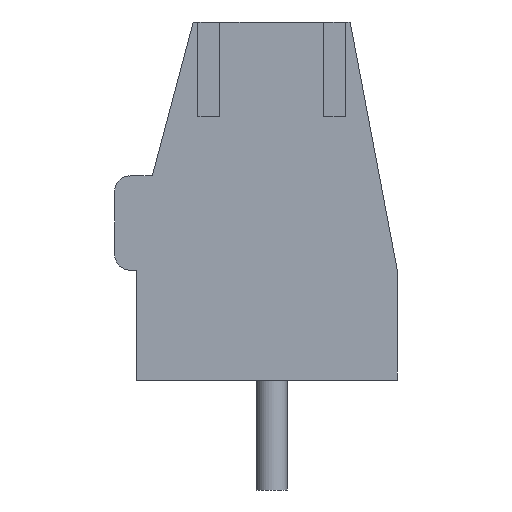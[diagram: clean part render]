
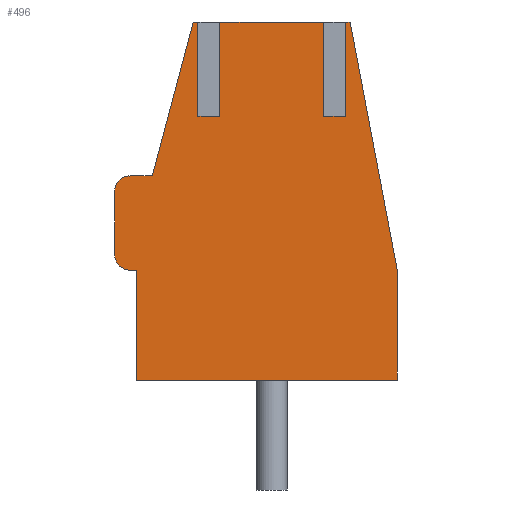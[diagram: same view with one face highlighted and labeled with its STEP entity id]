
A CAD part, front view. The second image highlights one B-rep face of the part: STEP entity #496.
In plain terms, the highlighted planar face has unit normal (0, -1, 0).
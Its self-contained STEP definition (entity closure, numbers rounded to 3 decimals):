
#13=DIRECTION('',(0.,0.,1.));
#14=DIRECTION('',(1.,0.,0.));
#76=VERTEX_POINT('',#77);
#77=CARTESIAN_POINT('',(4.,-30.,0.));
#80=DIRECTION('',(0.,-1.,0.));
#81=ORIENTED_EDGE('',*,*,#82,.T.);
#82=EDGE_CURVE('',#76,#83,#85,.T.);
#83=VERTEX_POINT('',#84);
#84=CARTESIAN_POINT('',(4.,-30.,3.5));
#85=LINE('',#77,#86);
#86=VECTOR('',#13,1.);
#97=DIRECTION('',(-1.,0.,0.));
#106=VECTOR('',#14,1.);
#118=VECTOR('',#97,1.);
#411=VERTEX_POINT('',#412);
#412=CARTESIAN_POINT('',(-4.3,-30.,0.));
#413=ORIENTED_EDGE('',*,*,#414,.T.);
#414=EDGE_CURVE('',#411,#76,#415,.T.);
#415=LINE('',#412,#106);
#423=ORIENTED_EDGE('',*,*,#424,.T.);
#424=EDGE_CURVE('',#83,#425,#427,.T.);
#425=VERTEX_POINT('',#426);
#426=CARTESIAN_POINT('',(2.5,-30.,11.4));
#427=LINE('',#84,#428);
#428=VECTOR('',#429,1.);
#429=DIRECTION('',(-0.187,0.,0.982));
#456=VECTOR('',#457,1.);
#457=DIRECTION('',(-0.256,0.,-0.967));
#475=VECTOR('',#476,1.);
#476=DIRECTION('',(0.,0.,-1.));
#496=ADVANCED_FACE('',(#497),#585,.T.);
#497=FACE_BOUND('',#498,.T.);
#498=EDGE_LOOP('',(#499,#413,#81,#423,#504,#509,#515,#521,#527,#531,#537,#543,#549,#553,#558,#563,#570,#575,#582));
#499=ORIENTED_EDGE('',*,*,#500,.T.);
#500=EDGE_CURVE('',#501,#411,#503,.T.);
#501=VERTEX_POINT('',#502);
#502=CARTESIAN_POINT('',(-4.3,-30.,3.5));
#503=LINE('',#502,#475);
#504=ORIENTED_EDGE('',*,*,#505,.T.);
#505=EDGE_CURVE('',#425,#506,#508,.T.);
#506=VERTEX_POINT('',#507);
#507=CARTESIAN_POINT('',(2.35,-30.,11.4));
#508=LINE('',#426,#118);
#509=ORIENTED_EDGE('',*,*,#510,.F.);
#510=EDGE_CURVE('',#511,#506,#513,.T.);
#511=VERTEX_POINT('',#512);
#512=CARTESIAN_POINT('',(2.35,-30.,8.4));
#513=LINE('',#514,#86);
#514=CARTESIAN_POINT('',(2.35,-30.,6.809));
#515=ORIENTED_EDGE('',*,*,#516,.T.);
#516=EDGE_CURVE('',#511,#517,#519,.T.);
#517=VERTEX_POINT('',#518);
#518=CARTESIAN_POINT('',(1.65,-30.,8.4));
#519=LINE('',#520,#118);
#520=CARTESIAN_POINT('',(0.648,-30.,8.4));
#521=ORIENTED_EDGE('',*,*,#522,.T.);
#522=EDGE_CURVE('',#517,#523,#525,.T.);
#523=VERTEX_POINT('',#524);
#524=CARTESIAN_POINT('',(1.65,-30.,11.4));
#525=LINE('',#526,#86);
#526=CARTESIAN_POINT('',(1.65,-30.,6.809));
#527=ORIENTED_EDGE('',*,*,#528,.T.);
#528=EDGE_CURVE('',#523,#529,#508,.T.);
#529=VERTEX_POINT('',#530);
#530=CARTESIAN_POINT('',(-1.65,-30.,11.4));
#531=ORIENTED_EDGE('',*,*,#532,.F.);
#532=EDGE_CURVE('',#533,#529,#535,.T.);
#533=VERTEX_POINT('',#534);
#534=CARTESIAN_POINT('',(-1.65,-30.,8.4));
#535=LINE('',#536,#86);
#536=CARTESIAN_POINT('',(-1.65,-30.,6.809));
#537=ORIENTED_EDGE('',*,*,#538,.T.);
#538=EDGE_CURVE('',#533,#539,#541,.T.);
#539=VERTEX_POINT('',#540);
#540=CARTESIAN_POINT('',(-2.35,-30.,8.4));
#541=LINE('',#542,#118);
#542=CARTESIAN_POINT('',(-1.352,-30.,8.4));
#543=ORIENTED_EDGE('',*,*,#544,.T.);
#544=EDGE_CURVE('',#539,#545,#547,.T.);
#545=VERTEX_POINT('',#546);
#546=CARTESIAN_POINT('',(-2.35,-30.,11.4));
#547=LINE('',#548,#86);
#548=CARTESIAN_POINT('',(-2.35,-30.,6.809));
#549=ORIENTED_EDGE('',*,*,#550,.T.);
#550=EDGE_CURVE('',#545,#551,#508,.T.);
#551=VERTEX_POINT('',#552);
#552=CARTESIAN_POINT('',(-2.5,-30.,11.4));
#553=ORIENTED_EDGE('',*,*,#554,.T.);
#554=EDGE_CURVE('',#551,#555,#557,.T.);
#555=VERTEX_POINT('',#556);
#556=CARTESIAN_POINT('',(-3.8,-30.,6.5));
#557=LINE('',#552,#456);
#558=ORIENTED_EDGE('',*,*,#559,.T.);
#559=EDGE_CURVE('',#555,#560,#562,.T.);
#560=VERTEX_POINT('',#561);
#561=CARTESIAN_POINT('',(-4.5,-30.,6.5));
#562=LINE('',#556,#118);
#563=ORIENTED_EDGE('',*,*,#564,.T.);
#564=EDGE_CURVE('',#560,#565,#567,.T.);
#565=VERTEX_POINT('',#566);
#566=CARTESIAN_POINT('',(-5.,-30.,6.));
#567=ELLIPSE('',#568,0.5,0.5);
#568=AXIS2_PLACEMENT_3D('',#569,#80,#14);
#569=CARTESIAN_POINT('',(-4.5,-30.,6.));
#570=ORIENTED_EDGE('',*,*,#571,.T.);
#571=EDGE_CURVE('',#565,#572,#574,.T.);
#572=VERTEX_POINT('',#573);
#573=CARTESIAN_POINT('',(-5.,-30.,4.));
#574=LINE('',#566,#475);
#575=ORIENTED_EDGE('',*,*,#576,.T.);
#576=EDGE_CURVE('',#572,#577,#579,.T.);
#577=VERTEX_POINT('',#578);
#578=CARTESIAN_POINT('',(-4.5,-30.,3.5));
#579=ELLIPSE('',#580,0.5,0.5);
#580=AXIS2_PLACEMENT_3D('',#581,#80,#14);
#581=CARTESIAN_POINT('',(-4.5,-30.,4.));
#582=ORIENTED_EDGE('',*,*,#583,.T.);
#583=EDGE_CURVE('',#577,#501,#584,.T.);
#584=LINE('',#578,#106);
#585=PLANE('',#586);
#586=AXIS2_PLACEMENT_3D('',#587,#80,#476);
#587=CARTESIAN_POINT('',(-0.354,-30.,5.217));
